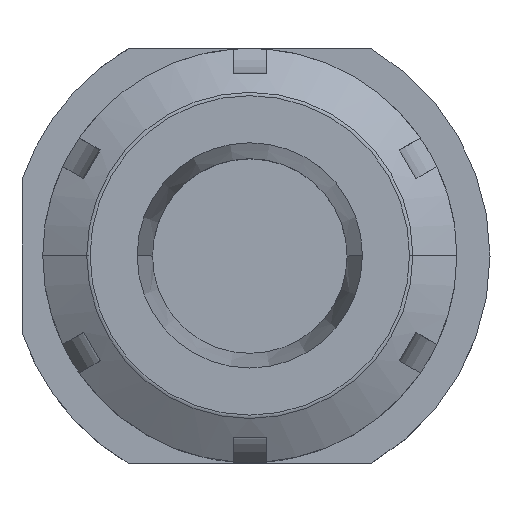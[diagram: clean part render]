
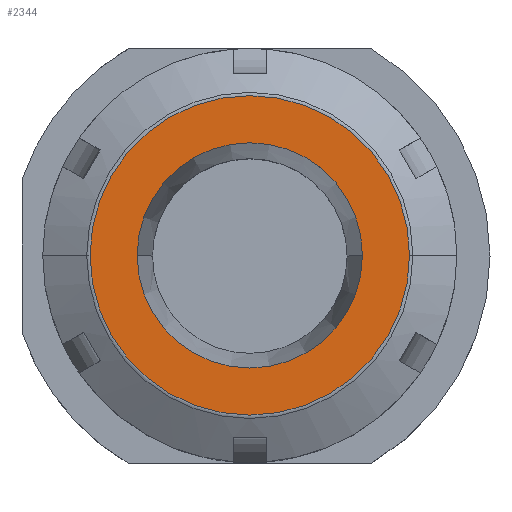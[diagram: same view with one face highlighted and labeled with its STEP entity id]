
A CAD part, top view. The second image highlights one B-rep face of the part: STEP entity #2344.
In plain terms, the highlighted planar face has unit normal (0, 0, 1).
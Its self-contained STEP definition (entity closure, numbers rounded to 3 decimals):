
#39 = DIRECTION ( 'NONE',  ( 1., 0., 0. ) ) ;
#52 = DIRECTION ( 'NONE',  ( -1., 0., 0. ) ) ;
#64 = CARTESIAN_POINT ( 'NONE',  ( 0., 0., 110. ) ) ;
#394 = DIRECTION ( 'NONE',  ( 0., 0., 1. ) ) ;
#398 = VERTEX_POINT ( 'NONE', #2593 ) ;
#967 = CIRCLE ( 'NONE', #2327, 13.6 ) ;
#1039 = DIRECTION ( 'NONE',  ( 0., 0., 1. ) ) ;
#1155 = DIRECTION ( 'NONE',  ( 0., 0., -1. ) ) ;
#1427 = VERTEX_POINT ( 'NONE', #3624 ) ;
#1436 = VERTEX_POINT ( 'NONE', #3583 ) ;
#1605 = DIRECTION ( 'NONE',  ( -1., 0., 0. ) ) ;
#1652 = FACE_OUTER_BOUND ( 'NONE', #3711, .T. ) ;
#1684 = DIRECTION ( 'NONE',  ( 1., 0., 0. ) ) ;
#1855 = DIRECTION ( 'NONE',  ( -1., 0., 0. ) ) ;
#2129 = VERTEX_POINT ( 'NONE', #2346 ) ;
#2187 = EDGE_CURVE ( 'NONE', #1436, #1427, #3818, .T. ) ;
#2327 = AXIS2_PLACEMENT_3D ( 'NONE', #3567, #4423, #1684 ) ;
#2344 = ADVANCED_FACE ( 'NONE', ( #1652, #6006 ), #2506, .F. ) ;
#2346 = CARTESIAN_POINT ( 'NONE',  ( 19.286, 0., 110. ) ) ;
#2506 = PLANE ( 'NONE',  #5163 ) ;
#2593 = CARTESIAN_POINT ( 'NONE',  ( -19.286, 0., 110. ) ) ;
#2891 = CARTESIAN_POINT ( 'NONE',  ( 0., 0., 110. ) ) ;
#3188 = EDGE_CURVE ( 'NONE', #2129, #398, #3873, .T. ) ;
#3340 = ORIENTED_EDGE ( 'NONE', *, *, #2187, .F. ) ;
#3567 = CARTESIAN_POINT ( 'NONE',  ( 0., 0., 110. ) ) ;
#3583 = CARTESIAN_POINT ( 'NONE',  ( 13.6, 0., 110. ) ) ;
#3624 = CARTESIAN_POINT ( 'NONE',  ( -13.6, 0., 110. ) ) ;
#3711 = EDGE_LOOP ( 'NONE', ( #4911, #4930 ) ) ;
#3818 = CIRCLE ( 'NONE', #5012, 13.6 ) ;
#3836 = DIRECTION ( 'NONE',  ( 0., 0., 1. ) ) ;
#3873 = CIRCLE ( 'NONE', #5486, 19.286 ) ;
#3891 = CARTESIAN_POINT ( 'NONE',  ( 0., 13.6, 110. ) ) ;
#4040 = CIRCLE ( 'NONE', #5455, 19.286 ) ;
#4121 = CARTESIAN_POINT ( 'NONE',  ( 0., 0., 110. ) ) ;
#4344 = ORIENTED_EDGE ( 'NONE', *, *, #4803, .F. ) ;
#4346 = EDGE_LOOP ( 'NONE', ( #3340, #4344 ) ) ;
#4423 = DIRECTION ( 'NONE',  ( 0., 0., 1. ) ) ;
#4803 = EDGE_CURVE ( 'NONE', #1427, #1436, #967, .T. ) ;
#4911 = ORIENTED_EDGE ( 'NONE', *, *, #5906, .T. ) ;
#4930 = ORIENTED_EDGE ( 'NONE', *, *, #3188, .T. ) ;
#5012 = AXIS2_PLACEMENT_3D ( 'NONE', #64, #3836, #39 ) ;
#5163 = AXIS2_PLACEMENT_3D ( 'NONE', #3891, #1155, #1605 ) ;
#5455 = AXIS2_PLACEMENT_3D ( 'NONE', #4121, #394, #1855 ) ;
#5486 = AXIS2_PLACEMENT_3D ( 'NONE', #2891, #1039, #52 ) ;
#5906 = EDGE_CURVE ( 'NONE', #398, #2129, #4040, .T. ) ;
#6006 = FACE_BOUND ( 'NONE', #4346, .T. ) ;
